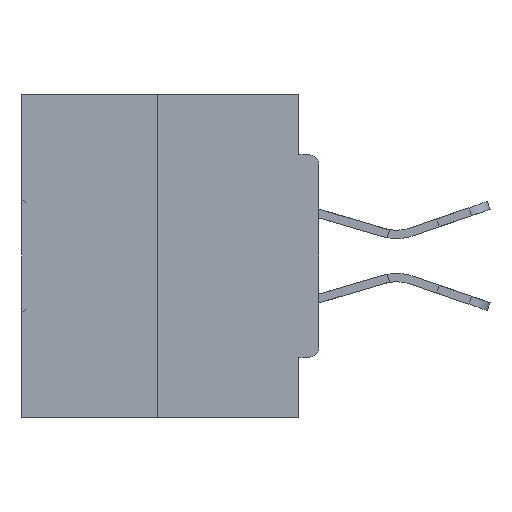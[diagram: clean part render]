
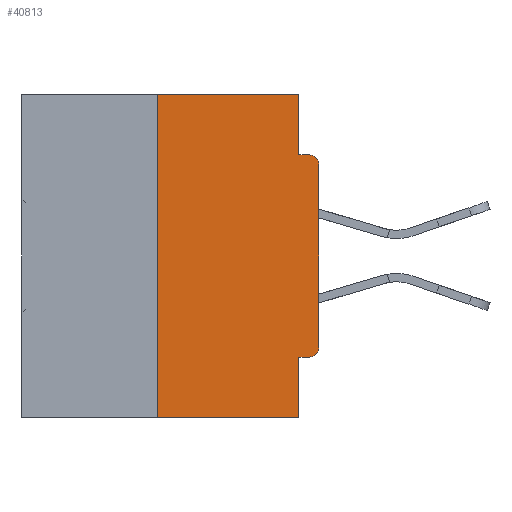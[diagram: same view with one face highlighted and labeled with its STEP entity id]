
A CAD part, left-side view. The second image highlights one B-rep face of the part: STEP entity #40813.
In plain terms, the highlighted planar face has unit normal (-1, 0, 0).
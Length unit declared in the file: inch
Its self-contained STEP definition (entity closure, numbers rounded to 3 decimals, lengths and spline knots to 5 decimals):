
#312 = VERTEX_POINT ( 'NONE', #24634 ) ;
#991 = CARTESIAN_POINT ( 'NONE',  ( 0., 0.031, -0.4065 ) ) ;
#2043 = VERTEX_POINT ( 'NONE', #32468 ) ;
#2141 = AXIS2_PLACEMENT_3D ( 'NONE', #29455, #22169, #36279 ) ;
#2898 = DIRECTION ( 'NONE',  ( 1., 0., 0. ) ) ;
#3807 = EDGE_CURVE ( 'NONE', #29433, #25036, #4245, .T. ) ;
#4224 = EDGE_CURVE ( 'NONE', #38719, #21600, #37077, .T. ) ;
#4245 = LINE ( 'NONE', #17676, #10875 ) ;
#4277 = CARTESIAN_POINT ( 'NONE',  ( 0., 0.46, -0.5 ) ) ;
#6884 = ORIENTED_EDGE ( 'NONE', *, *, #26050, .T. ) ;
#6927 = CIRCLE ( 'NONE', #10973, 0.015 ) ;
#6932 = LINE ( 'NONE', #33110, #24523 ) ;
#7049 = VERTEX_POINT ( 'NONE', #33898 ) ;
#7629 = ORIENTED_EDGE ( 'NONE', *, *, #4224, .F. ) ;
#7694 = LINE ( 'NONE', #9458, #30133 ) ;
#7833 = DIRECTION ( 'NONE',  ( 0., -1., 0. ) ) ;
#8358 = DIRECTION ( 'NONE',  ( 0., -1., 0. ) ) ;
#8399 = VECTOR ( 'NONE', #17968, 39.37008 ) ;
#8519 = CARTESIAN_POINT ( 'NONE',  ( 0., 0., -0.1085 ) ) ;
#9458 = CARTESIAN_POINT ( 'NONE',  ( 0., 0., 0. ) ) ;
#9726 = VERTEX_POINT ( 'NONE', #8519 ) ;
#10537 = DIRECTION ( 'NONE',  ( 0., 0., 1. ) ) ;
#10875 = VECTOR ( 'NONE', #21338, 39.37008 ) ;
#10973 = AXIS2_PLACEMENT_3D ( 'NONE', #26170, #29636, #12214 ) ;
#12214 = DIRECTION ( 'NONE',  ( 0., 0., -1. ) ) ;
#12332 = AXIS2_PLACEMENT_3D ( 'NONE', #24433, #2898, #38251 ) ;
#12706 = LINE ( 'NONE', #4277, #38915 ) ;
#13566 = EDGE_CURVE ( 'NONE', #312, #38719, #6932, .T. ) ;
#14514 = ORIENTED_EDGE ( 'NONE', *, *, #29780, .F. ) ;
#15783 = CARTESIAN_POINT ( 'NONE',  ( 0., 0.25, 0. ) ) ;
#16062 = EDGE_CURVE ( 'NONE', #9726, #38232, #38975, .T. ) ;
#17108 = PLANE ( 'NONE',  #12332 ) ;
#17590 = FACE_OUTER_BOUND ( 'NONE', #39200, .T. ) ;
#17676 = CARTESIAN_POINT ( 'NONE',  ( 0., 0., -0.4065 ) ) ;
#17968 = DIRECTION ( 'NONE',  ( 0., 0., -1. ) ) ;
#18738 = DIRECTION ( 'NONE',  ( 0., 0., -1. ) ) ;
#19176 = VECTOR ( 'NONE', #36494, 39.37008 ) ;
#21338 = DIRECTION ( 'NONE',  ( 0., 1., 0. ) ) ;
#21476 = CARTESIAN_POINT ( 'NONE',  ( 0., 0.031, -0.5 ) ) ;
#21600 = VERTEX_POINT ( 'NONE', #39792 ) ;
#22086 = ORIENTED_EDGE ( 'NONE', *, *, #27334, .F. ) ;
#22169 = DIRECTION ( 'NONE',  ( -1., 0., 0. ) ) ;
#22221 = DIRECTION ( 'NONE',  ( 0., -1., 0. ) ) ;
#24433 = CARTESIAN_POINT ( 'NONE',  ( 0., 0.46, 0. ) ) ;
#24523 = VECTOR ( 'NONE', #22221, 39.37008 ) ;
#24634 = CARTESIAN_POINT ( 'NONE',  ( 0., 0.25, 0. ) ) ;
#24639 = CARTESIAN_POINT ( 'NONE',  ( 0., 0.031, 0. ) ) ;
#25036 = VERTEX_POINT ( 'NONE', #991 ) ;
#26050 = EDGE_CURVE ( 'NONE', #26512, #7049, #12706, .T. ) ;
#26170 = CARTESIAN_POINT ( 'NONE',  ( 0., 0.015, -0.3915 ) ) ;
#26512 = VERTEX_POINT ( 'NONE', #33704 ) ;
#27334 = EDGE_CURVE ( 'NONE', #26512, #312, #40982, .T. ) ;
#27465 = ORIENTED_EDGE ( 'NONE', *, *, #16062, .T. ) ;
#27617 = ORIENTED_EDGE ( 'NONE', *, *, #35161, .T. ) ;
#29059 = CARTESIAN_POINT ( 'NONE',  ( 0., 0., -0.0935 ) ) ;
#29433 = VERTEX_POINT ( 'NONE', #45048 ) ;
#29455 = CARTESIAN_POINT ( 'NONE',  ( 0., 0.015, -0.1085 ) ) ;
#29636 = DIRECTION ( 'NONE',  ( -1., 0., 0. ) ) ;
#29780 = EDGE_CURVE ( 'NONE', #21600, #38232, #33660, .T. ) ;
#30133 = VECTOR ( 'NONE', #10537, 39.37008 ) ;
#32468 = CARTESIAN_POINT ( 'NONE',  ( 0., 0., -0.3915 ) ) ;
#32704 = CARTESIAN_POINT ( 'NONE',  ( 0., 0.031, 0. ) ) ;
#33110 = CARTESIAN_POINT ( 'NONE',  ( 0., 0.46, 0. ) ) ;
#33152 = EDGE_CURVE ( 'NONE', #2043, #9726, #7694, .T. ) ;
#33660 = LINE ( 'NONE', #29059, #38082 ) ;
#33704 = CARTESIAN_POINT ( 'NONE',  ( 0., 0.25, -0.5 ) ) ;
#33898 = CARTESIAN_POINT ( 'NONE',  ( 0., 0.031, -0.5 ) ) ;
#34853 = VECTOR ( 'NONE', #18738, 39.37008 ) ;
#35161 = EDGE_CURVE ( 'NONE', #29433, #2043, #6927, .T. ) ;
#36279 = DIRECTION ( 'NONE',  ( 0., 0., -1. ) ) ;
#36440 = ORIENTED_EDGE ( 'NONE', *, *, #38159, .F. ) ;
#36494 = DIRECTION ( 'NONE',  ( 0., 0., 1. ) ) ;
#37077 = LINE ( 'NONE', #32704, #34853 ) ;
#37933 = ORIENTED_EDGE ( 'NONE', *, *, #33152, .T. ) ;
#38082 = VECTOR ( 'NONE', #8358, 39.37008 ) ;
#38159 = EDGE_CURVE ( 'NONE', #25036, #7049, #45005, .T. ) ;
#38232 = VERTEX_POINT ( 'NONE', #39432 ) ;
#38251 = DIRECTION ( 'NONE',  ( 0., 0., -1. ) ) ;
#38719 = VERTEX_POINT ( 'NONE', #24639 ) ;
#38915 = VECTOR ( 'NONE', #7833, 39.37008 ) ;
#38975 = CIRCLE ( 'NONE', #2141, 0.015 ) ;
#39200 = EDGE_LOOP ( 'NONE', ( #42866, #22086, #6884, #36440, #42962, #27617, #37933, #27465, #14514, #7629 ) ) ;
#39432 = CARTESIAN_POINT ( 'NONE',  ( 0., 0.015, -0.0935 ) ) ;
#39792 = CARTESIAN_POINT ( 'NONE',  ( 0., 0.031, -0.0935 ) ) ;
#40813 = ADVANCED_FACE ( 'NONE', ( #17590 ), #17108, .F. ) ;
#40982 = LINE ( 'NONE', #15783, #19176 ) ;
#42866 = ORIENTED_EDGE ( 'NONE', *, *, #13566, .F. ) ;
#42962 = ORIENTED_EDGE ( 'NONE', *, *, #3807, .F. ) ;
#45005 = LINE ( 'NONE', #21476, #8399 ) ;
#45048 = CARTESIAN_POINT ( 'NONE',  ( 0., 0.015, -0.4065 ) ) ;
